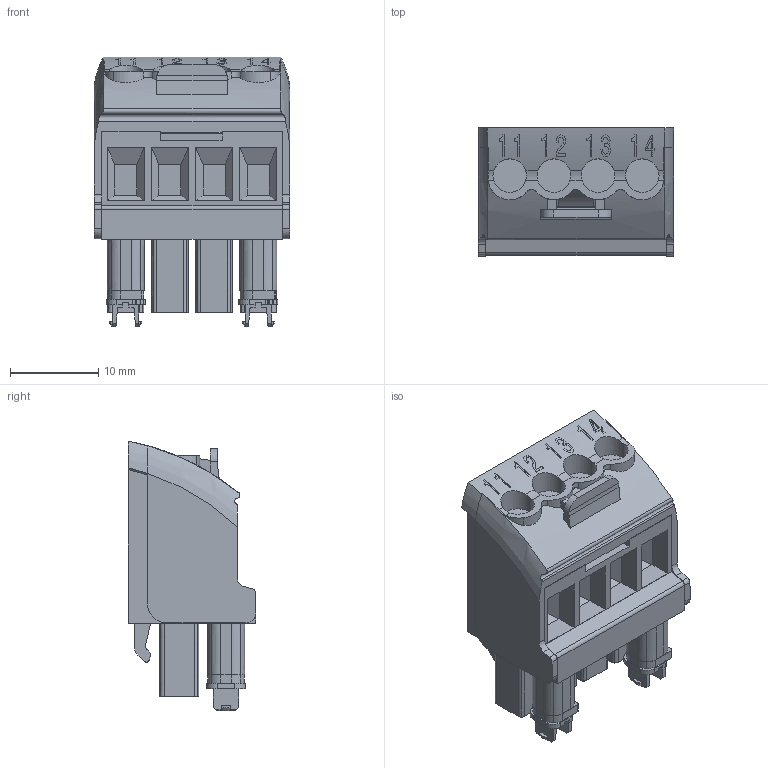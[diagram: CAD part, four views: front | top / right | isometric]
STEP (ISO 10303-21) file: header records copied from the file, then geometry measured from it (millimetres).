
FILE_DESCRIPTION(('CATIA V5 STEP Exchange','CAx-IF Rec.Pracs.--- Model Styling and Organization---1.5--- 2016-08-15','CAx-IF Rec.Pracs.---Supplemental Geometry---1.0---2011-11-01','CAx-IF Rec.Pracs.--- Composite Materials ---1.1---2010-07-15'),'2;1');
FILE_NAME ('11796440_4', '2024-10-25T07:24:26+00:00', ('none'), ('Weidmueller'), 'CATIA Version 5-6 Release 2022 SP4 HF5', 'CATIA V5 STEP AP214 v3', 'none');
FILE_SCHEMA(('AUTOMOTIVE_DESIGN { 1 0 10303 214 1 1 1 1 }'));
Length unit declared in the file: millimetre
Products named in the file (1): S3D_BHZ_5-00_04_90LH_BK_BL_PRT_11
Bounding box: 22.09 x 14.48 x 30.53 mm (x, y, z)
Volume: 5195.2 mm3; surface area: 3834.8 mm2
Topology: 1 solids, 1 shells, 611 faces, 1800 edges, 1214 vertices
Faces by surface type: plane 430, cylinder 123, extrusion 48, revolution 8, bspline 2
Entity records: 21340 total; most frequent: CARTESIAN_POINT 5566, ORIENTED_EDGE 3600, DIRECTION 2373, EDGE_CURVE 1800, VERTEX_POINT 1214, VECTOR 1145, LINE 1097, AXIS2_PLACEMENT_3D 751
